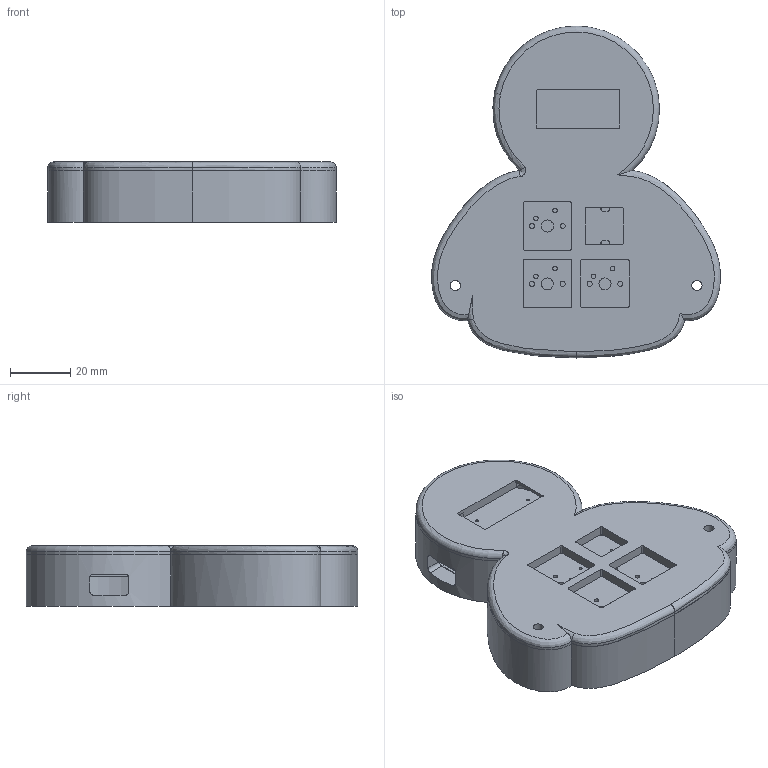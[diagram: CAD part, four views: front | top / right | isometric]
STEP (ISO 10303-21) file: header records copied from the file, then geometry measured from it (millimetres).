
FILE_DESCRIPTION(/* description */ (''),/* implementation_level */ '2;1');
FILE_NAME(/* name */ 'MSN_Macropad.step',/* time_stamp */ '2026-01-02T19:20:30+04:00',/* author */ (''),/* organization */ (''),/* preprocessor_version */ 'ST-DEVELOPER v20.1',/* originating_system */ 'Autodesk Translation Framework v14.21.0.0',/* authorisation */ '');
FILE_SCHEMA (('AUTOMOTIVE_DESIGN { 1 0 10303 214 3 1 1 }'));
Length unit declared in the file: millimetre
Products named in the file (4): 2026-01-02-15-18-03-037; 2026-01-02-15-18-03-038; 2026-01-02-15-18-03-039; 2026-01-02-15-18-03-040
Assembly tree (3 placements, depth 2):
  2026-01-02-15-18-03-037
    2026-01-02-15-18-03-038
    2026-01-02-15-18-03-039
    2026-01-02-15-18-03-040
Bounding box: 95.7 x 109.93 x 20 mm (x, y, z)
Volume: 77471.5 mm3; surface area: 52214.7 mm2
Topology: 4 solids, 4 shells, 420 faces, 1179 edges, 785 vertices
Faces by surface type: bspline 177, plane 146, cylinder 96, torus 1
Full cylindrical faces by diameter (mm): 0.889 x14, 1 x9, 1.5 x6, 1.7 x6, 3.4 x4, 4 x3, 6 x2
Entity records: 17432 total; most frequent: CARTESIAN_POINT 7306, ORIENTED_EDGE 2358, DIRECTION 1513, EDGE_CURVE 1179, VERTEX_POINT 785, LINE 629, VECTOR 629, EDGE_LOOP 544
